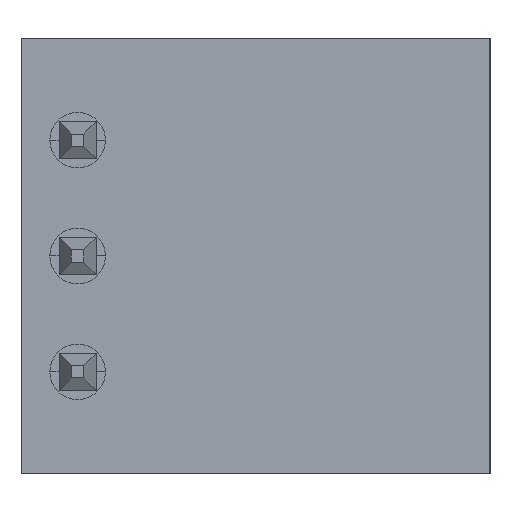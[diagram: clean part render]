
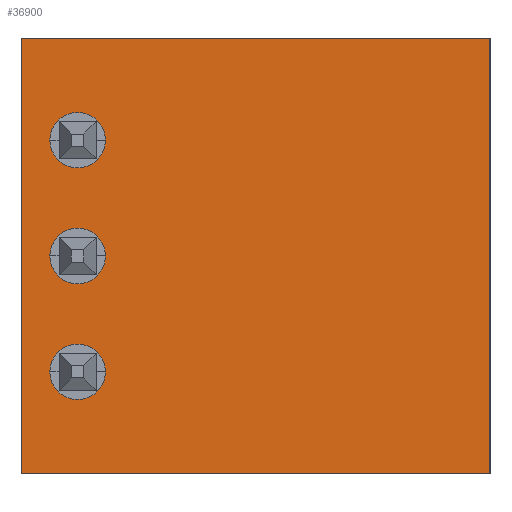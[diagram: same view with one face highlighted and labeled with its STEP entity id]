
A CAD part, front view. The second image highlights one B-rep face of the part: STEP entity #36900.
In plain terms, the highlighted planar face has unit normal (0, -1, 0).
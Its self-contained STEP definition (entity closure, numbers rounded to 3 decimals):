
#2610=CARTESIAN_POINT('',(-23.592,123.749
   ,-28.85));
#2620=VERTEX_POINT('',#2610);
#2800=CARTESIAN_POINT('',(-24.792,123.749
   ,-28.85));
#2810=VERTEX_POINT('',#2800);
#2840=CARTESIAN_POINT('',(-24.192,123.749
   ,-28.85));
#2850=DIRECTION('',(0.,-1.,
   0.));
#2860=DIRECTION('',(1.,0.,
   0.));
#2870=AXIS2_PLACEMENT_3D('',#2840,#2850,#2860);
#2880=CIRCLE('',#2870,0.6);
#2890=EDGE_CURVE('',#2620,#2810,#2880,.T.);
#7590=CARTESIAN_POINT('',(-15.292,123.749
   ,-33.55));
#7600=VERTEX_POINT('',#7590);
#7630=CARTESIAN_POINT('',(-15.292,123.749
   ,0.8));
#7640=DIRECTION('',(0.,0.,
   1.));
#7650=VECTOR('',#7640,1.);
#7660=LINE('',#7630,#7650);
#7670=CARTESIAN_POINT('',(-15.292,123.749
   ,-24.15));
#7680=VERTEX_POINT('',#7670);
#7690=EDGE_CURVE('',#7600,#7680,#7660,.T.);
#21860=CARTESIAN_POINT('',(-23.592,
   123.749,-26.35));
#21870=VERTEX_POINT('',#21860);
#21950=CARTESIAN_POINT('',(-24.792,
   123.749,-26.35));
#21960=VERTEX_POINT('',#21950);
#21990=CARTESIAN_POINT('',(-24.192,
   123.749,-26.35));
#22000=DIRECTION('',(0.,-1.,
   0.));
#22010=DIRECTION('',(1.,0.,
   0.));
#22020=AXIS2_PLACEMENT_3D('',#21990,#22000,#22010);
#22030=CIRCLE('',#22020,0.6);
#22040=EDGE_CURVE('',#21870,#21960,#22030,.T.);
#36350=CARTESIAN_POINT('',(-25.392,
   123.749,-12.9));
#36360=DIRECTION('',(0.,-1.,
   0.));
#36370=DIRECTION('',(0.,0.,
   -1.));
#36380=AXIS2_PLACEMENT_3D('',#36350,#36360,#36370);
#36390=PLANE('',#36380);
#36400=CARTESIAN_POINT('',(-68.005,
   123.749,-24.15));
#36410=DIRECTION('',(1.,0.,
   0.));
#36420=VECTOR('',#36410,1.);
#36430=LINE('',#36400,#36420);
#36440=CARTESIAN_POINT('',(-25.392,
   123.749,-24.15));
#36450=VERTEX_POINT('',#36440);
#36460=EDGE_CURVE('',#36450,#7680,#36430,.T.);
#36470=ORIENTED_EDGE('',*,*,#36460,.F.);
#36480=ORIENTED_EDGE('',*,*,#7690,.T.);
#36490=CARTESIAN_POINT('',(-68.005,
   123.749,-33.55));
#36500=DIRECTION('',(-1.,0.,
   0.));
#36510=VECTOR('',#36500,1.);
#36520=LINE('',#36490,#36510);
#36530=CARTESIAN_POINT('',(-25.392,
   123.749,-33.55));
#36540=VERTEX_POINT('',#36530);
#36550=EDGE_CURVE('',#7600,#36540,#36520,.T.);
#36560=ORIENTED_EDGE('',*,*,#36550,.F.);
#36570=CARTESIAN_POINT('',(-25.392,
   123.749,-1.7));
#36580=DIRECTION('',(0.,0.,
   1.));
#36590=VECTOR('',#36580,1.);
#36600=LINE('',#36570,#36590);
#36610=EDGE_CURVE('',#36540,#36450,#36600,.T.);
#36620=ORIENTED_EDGE('',*,*,#36610,.F.);
#36630=EDGE_LOOP('',(#36620,#36560,#36480,#36470));
#36640=FACE_OUTER_BOUND('',#36630,.T.);
#36650=EDGE_CURVE('',#21960,#21870,#22030,.T.);
#36660=ORIENTED_EDGE('',*,*,#36650,.F.);
#36670=ORIENTED_EDGE('',*,*,#22040,.F.);
#36680=EDGE_LOOP('',(#36670,#36660));
#36690=FACE_BOUND('',#36680,.T.);
#36700=EDGE_CURVE('',#2810,#2620,#2880,.T.);
#36710=ORIENTED_EDGE('',*,*,#36700,.F.);
#36720=ORIENTED_EDGE('',*,*,#2890,.F.);
#36730=EDGE_LOOP('',(#36720,#36710));
#36740=FACE_BOUND('',#36730,.T.);
#36750=CARTESIAN_POINT('',(-24.192,
   123.749,-31.35));
#36760=DIRECTION('',(0.,-1.,
   0.));
#36770=DIRECTION('',(1.,0.,
   0.));
#36780=AXIS2_PLACEMENT_3D('',#36750,#36760,#36770);
#36790=CIRCLE('',#36780,0.6);
#36800=CARTESIAN_POINT('',(-23.592,
   123.749,-31.35));
#36810=VERTEX_POINT('',#36800);
#36820=CARTESIAN_POINT('',(-24.792,
   123.749,-31.35));
#36830=VERTEX_POINT('',#36820);
#36840=EDGE_CURVE('',#36810,#36830,#36790,.T.);
#36850=ORIENTED_EDGE('',*,*,#36840,.F.);
#36860=EDGE_CURVE('',#36830,#36810,#36790,.T.);
#36870=ORIENTED_EDGE('',*,*,#36860,.F.);
#36880=EDGE_LOOP('',(#36870,#36850));
#36890=FACE_BOUND('',#36880,.T.);
#36900=ADVANCED_FACE('',(#36640,#36690,#36740,#36890),#36390,.T.);
